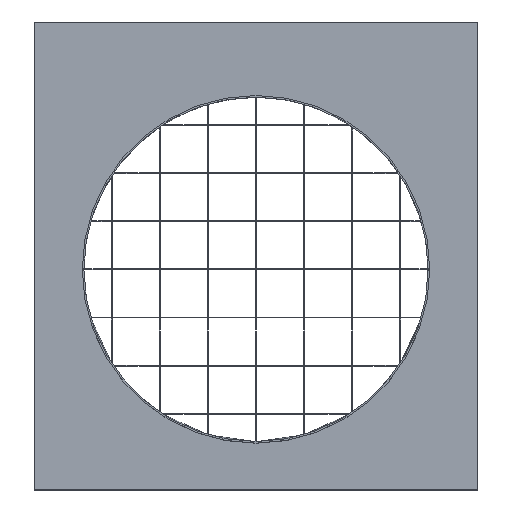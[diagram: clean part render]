
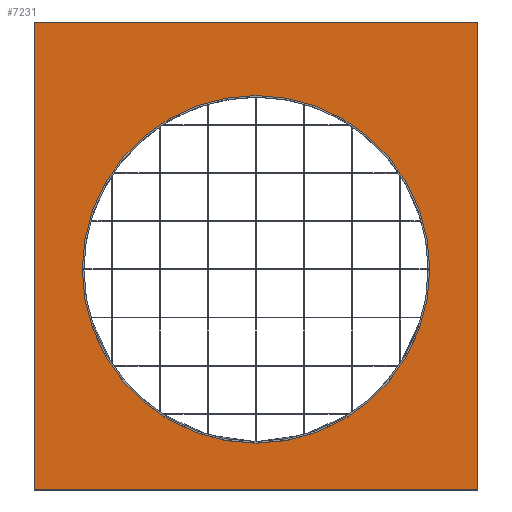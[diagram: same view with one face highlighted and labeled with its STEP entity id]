
A CAD part, top view. The second image highlights one B-rep face of the part: STEP entity #7231.
In plain terms, the highlighted planar face has unit normal (0, 0, 1).
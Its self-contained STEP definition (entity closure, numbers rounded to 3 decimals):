
#128 = FACE_OUTER_BOUND ( 'NONE', #1814, .T. ) ;
#294 = EDGE_CURVE ( 'NONE', #4452, #1222, #7283, .T. ) ;
#352 = CIRCLE ( 'NONE', #4171, 108.5 ) ;
#539 = DIRECTION ( 'NONE',  ( 1., 0., 0. ) ) ;
#549 = DIRECTION ( 'NONE',  ( 0., -1., 0. ) ) ;
#588 = DIRECTION ( 'NONE',  ( 1., 0., 0. ) ) ;
#621 = EDGE_CURVE ( 'NONE', #3157, #1588, #352, .T. ) ;
#667 = VECTOR ( 'NONE', #539, 1000. ) ;
#1020 = FACE_BOUND ( 'NONE', #2502, .T. ) ;
#1108 = LINE ( 'NONE', #6772, #667 ) ;
#1222 = VERTEX_POINT ( 'NONE', #4759 ) ;
#1292 = CARTESIAN_POINT ( 'NONE',  ( -138.5, 292., 0. ) ) ;
#1298 = EDGE_CURVE ( 'NONE', #1878, #5699, #5262, .T. ) ;
#1373 = DIRECTION ( 'NONE',  ( 0., -1., 0. ) ) ;
#1486 = DIRECTION ( 'NONE',  ( 1., 0., 0. ) ) ;
#1588 = VERTEX_POINT ( 'NONE', #3571 ) ;
#1631 = CARTESIAN_POINT ( 'NONE',  ( -138.5, 0., 0. ) ) ;
#1704 = ORIENTED_EDGE ( 'NONE', *, *, #1298, .F. ) ;
#1814 = EDGE_LOOP ( 'NONE', ( #2251, #1704, #3461, #6249 ) ) ;
#1878 = VERTEX_POINT ( 'NONE', #4865 ) ;
#1880 = CARTESIAN_POINT ( 'NONE',  ( 138.5, 0., 0. ) ) ;
#2006 = CARTESIAN_POINT ( 'NONE',  ( -138.5, 292., 0. ) ) ;
#2249 = CARTESIAN_POINT ( 'NONE',  ( -138.5, 0., 0. ) ) ;
#2251 = ORIENTED_EDGE ( 'NONE', *, *, #7279, .T. ) ;
#2502 = EDGE_LOOP ( 'NONE', ( #4923, #6429 ) ) ;
#2551 = DIRECTION ( 'NONE',  ( 0., 0., -1. ) ) ;
#2639 = DIRECTION ( 'NONE',  ( 0., 0., -1. ) ) ;
#2655 = AXIS2_PLACEMENT_3D ( 'NONE', #6639, #2639, #1486 ) ;
#2975 = VECTOR ( 'NONE', #549, 1000. ) ;
#3157 = VERTEX_POINT ( 'NONE', #4719 ) ;
#3433 = PLANE ( 'NONE',  #6803 ) ;
#3461 = ORIENTED_EDGE ( 'NONE', *, *, #5122, .F. ) ;
#3570 = EDGE_CURVE ( 'NONE', #1588, #3157, #5456, .T. ) ;
#3571 = CARTESIAN_POINT ( 'NONE',  ( 0., 29., 0. ) ) ;
#3725 = DIRECTION ( 'NONE',  ( 1., 0., 0. ) ) ;
#4171 = AXIS2_PLACEMENT_3D ( 'NONE', #4880, #2551, #3725 ) ;
#4452 = VERTEX_POINT ( 'NONE', #1292 ) ;
#4719 = CARTESIAN_POINT ( 'NONE',  ( 0., 246., 0. ) ) ;
#4729 = VECTOR ( 'NONE', #1373, 1000. ) ;
#4759 = CARTESIAN_POINT ( 'NONE',  ( -138.5, 0., 0. ) ) ;
#4865 = CARTESIAN_POINT ( 'NONE',  ( 138.5, 292., 0. ) ) ;
#4880 = CARTESIAN_POINT ( 'NONE',  ( 0., 137.5, 0. ) ) ;
#4883 = VECTOR ( 'NONE', #5394, 1000. ) ;
#4923 = ORIENTED_EDGE ( 'NONE', *, *, #621, .T. ) ;
#5122 = EDGE_CURVE ( 'NONE', #4452, #1878, #6194, .T. ) ;
#5262 = LINE ( 'NONE', #1880, #4729 ) ;
#5394 = DIRECTION ( 'NONE',  ( 1., 0., 0. ) ) ;
#5456 = CIRCLE ( 'NONE', #2655, 108.5 ) ;
#5699 = VERTEX_POINT ( 'NONE', #7036 ) ;
#6194 = LINE ( 'NONE', #2006, #4883 ) ;
#6249 = ORIENTED_EDGE ( 'NONE', *, *, #294, .T. ) ;
#6429 = ORIENTED_EDGE ( 'NONE', *, *, #3570, .T. ) ;
#6639 = CARTESIAN_POINT ( 'NONE',  ( 0., 137.5, 0. ) ) ;
#6772 = CARTESIAN_POINT ( 'NONE',  ( -138.5, 0., 0. ) ) ;
#6803 = AXIS2_PLACEMENT_3D ( 'NONE', #2249, #7361, #588 ) ;
#7036 = CARTESIAN_POINT ( 'NONE',  ( 138.5, 0., 0. ) ) ;
#7231 = ADVANCED_FACE ( 'NONE', ( #128, #1020 ), #3433, .T. ) ;
#7279 = EDGE_CURVE ( 'NONE', #1222, #5699, #1108, .T. ) ;
#7283 = LINE ( 'NONE', #1631, #2975 ) ;
#7361 = DIRECTION ( 'NONE',  ( 0., 0., 1. ) ) ;
